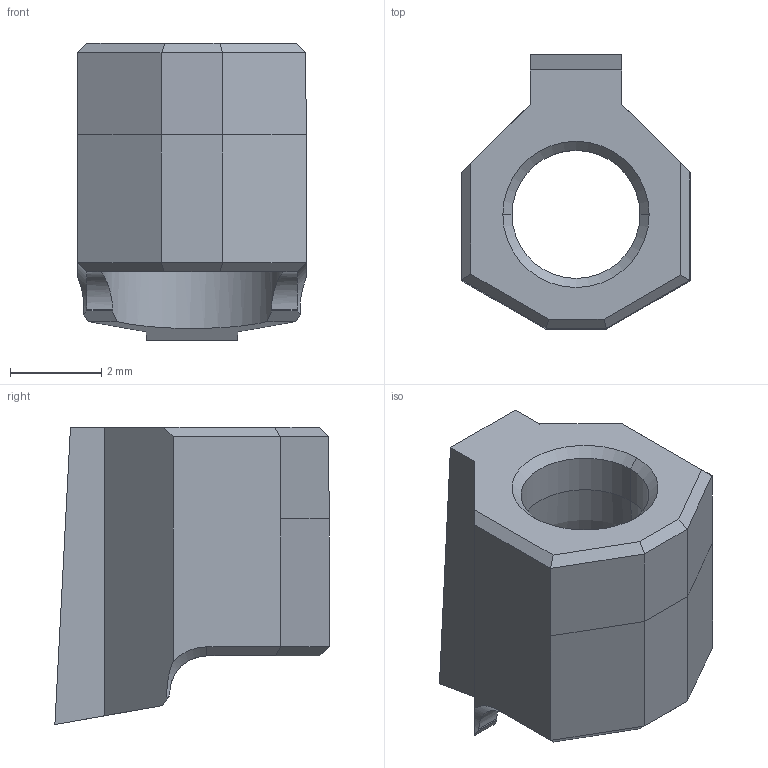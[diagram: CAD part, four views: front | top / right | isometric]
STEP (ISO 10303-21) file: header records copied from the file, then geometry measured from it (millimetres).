
FILE_DESCRIPTION (( 'STEP AP203' ), '1' );
FILE_NAME ('IN-2-H7-SM.STEP', '2023-07-17T08:51:39', ( 'TECNICO' ), ( '' ), 'SwSTEP 2.0', 'SolidWorks 2020', '' );
FILE_SCHEMA (( 'CONFIG_CONTROL_DESIGN' ));
Length unit declared in the file: millimetre
Products named in the file (1): IN-2-H7-SM
Bounding box: 5 x 6 x 6.5 mm (x, y, z)
Volume: 71.1 mm3; surface area: 184.1 mm2
Topology: 1 solids, 1 shells, 43 faces, 108 edges, 66 vertices
Faces by surface type: plane 29, cylinder 8, cone 4, torus 2
Entity records: 1358 total; most frequent: CARTESIAN_POINT 263, ORIENTED_EDGE 216, DIRECTION 204, EDGE_CURVE 108, LINE 78, VECTOR 78, VERTEX_POINT 66, AXIS2_PLACEMENT_3D 63
